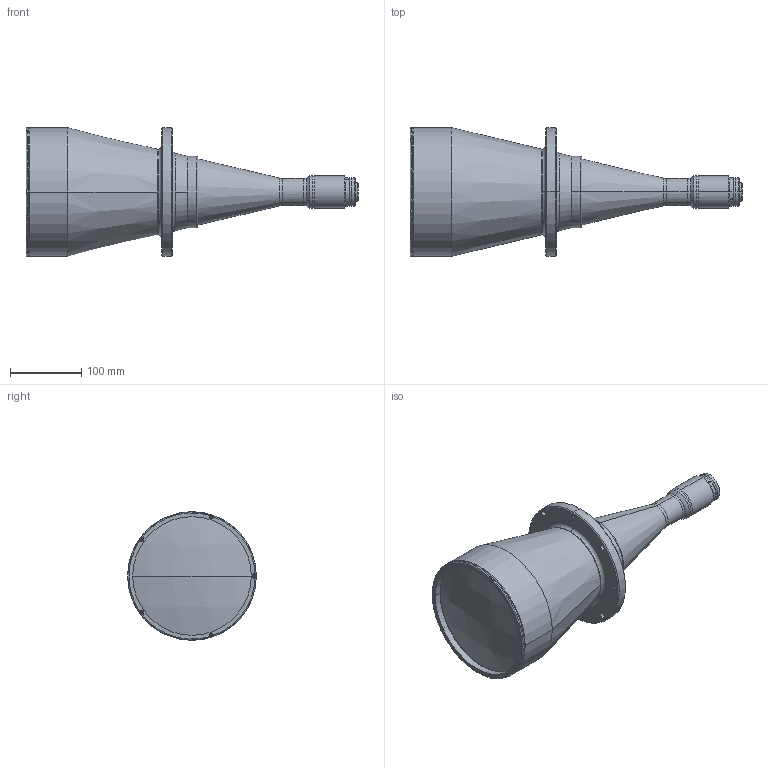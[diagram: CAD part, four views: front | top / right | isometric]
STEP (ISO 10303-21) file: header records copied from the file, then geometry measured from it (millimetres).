
FILE_DESCRIPTION (( 'STEP AP203' ), '1' );
FILE_NAME ('DP32122-A_TC4MHRP120-C.step', '2022-06-15T15:22:53', ( '' ), ( '' ), 'SwSTEP 2.0', 'SolidWorks 2021', '' );
FILE_SCHEMA (( 'CONFIG_CONTROL_DESIGN' ));
Length unit declared in the file: millimetre
Products named in the file (1): DP32122-A_TC4MHRP120-C
Bounding box: 464.78 x 180 x 180 mm (x, y, z)
Surface area: 229120.5 mm2 (no closed solid volume)
Topology: 0 solids, 24 shells, 188 faces, 541 edges, 365 vertices
Faces by surface type: cylinder 74, plane 55, cone 30, torus 27, sphere 2
Entity records: 6586 total; most frequent: CARTESIAN_POINT 1441, DIRECTION 1164, ORIENTED_EDGE 894, EDGE_CURVE 533, AXIS2_PLACEMENT_3D 464, VERTEX_POINT 365, CIRCLE 275, EDGE_LOOP 238
